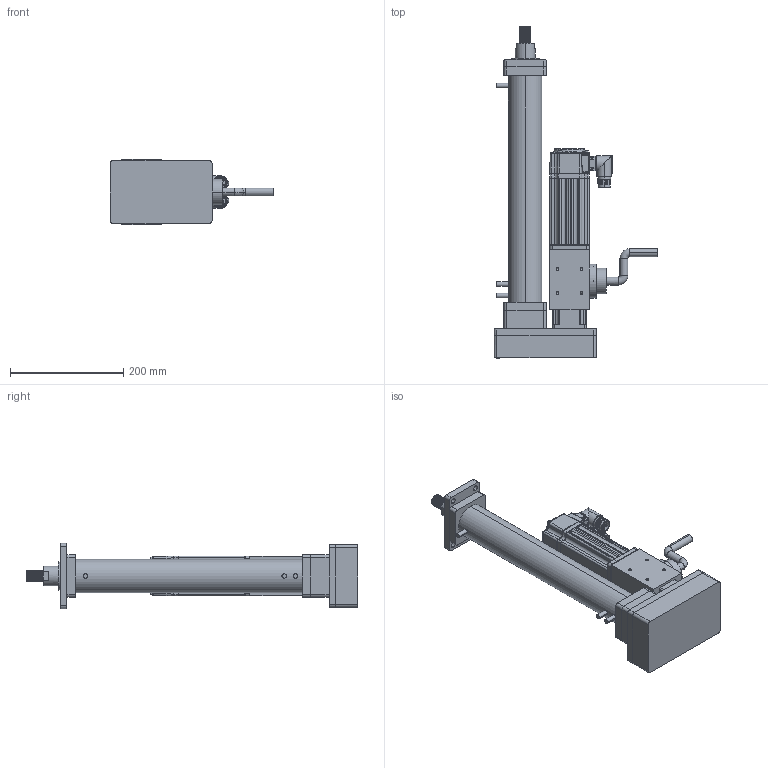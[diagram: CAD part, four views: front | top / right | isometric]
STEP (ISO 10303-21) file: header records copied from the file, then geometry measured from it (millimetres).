
FILE_DESCRIPTION (( 'STEP AP203' ), '1' );
FILE_NAME ('RLA60-5QF-5KN-R300-125mm-s.STEP', '2025-01-04T02:29:52', ( '微软用户' ), ( '微软中国' ), 'SwSTEP 2.0', 'SolidWorks 2022', '' );
FILE_SCHEMA (( 'CONFIG_CONTROL_DESIGN' ));
Length unit declared in the file: millimetre
Products named in the file (8): 60缸行程300折叠圆缸筒; 手摇杆2; PGH060-L2 14-50-70-M4.STEP; PW70 PGH60-L1 14-50-70-M5 FB(1).STEP; PW70 PGH60-L1 14-50-70-M5 FB(1); ZLS0752-xxx-xxx2-MKxx-D11E23(1); PW70-1____________________.STEP; RLA60-5QF-5KN-R300-125mm-s
Assembly tree (7 placements, depth 4):
  RLA60-5QF-5KN-R300-125mm-s
    60缸行程300折叠圆缸筒
    ZLS0752-xxx-xxx2-MKxx-D11E23(1)
    PW70 PGH60-L1 14-50-70-M5 FB(1)
      PW70 PGH60-L1 14-50-70-M5 FB(1).STEP
        PW70-1____________________.STEP
        PGH060-L2 14-50-70-M4.STEP
    手摇杆2
Bounding box: 289 x 585 x 115 mm (x, y, z)
Volume: 2444438.9 mm3; surface area: 452963.5 mm2
Topology: 11 solids, 39 shells, 1636 faces, 4027 edges, 2459 vertices
Faces by surface type: cylinder 608, plane 525, cone 285, torus 124, bspline 89, sphere 5
Entity records: 63836 total; most frequent: CARTESIAN_POINT 30691, ORIENTED_EDGE 7573, DIRECTION 4874, EDGE_CURVE 3940, B_SPLINE_CURVE_WITH_KNOTS 2627, VERTEX_POINT 2459, AXIS2_PLACEMENT_3D 2151, EDGE_LOOP 1852
